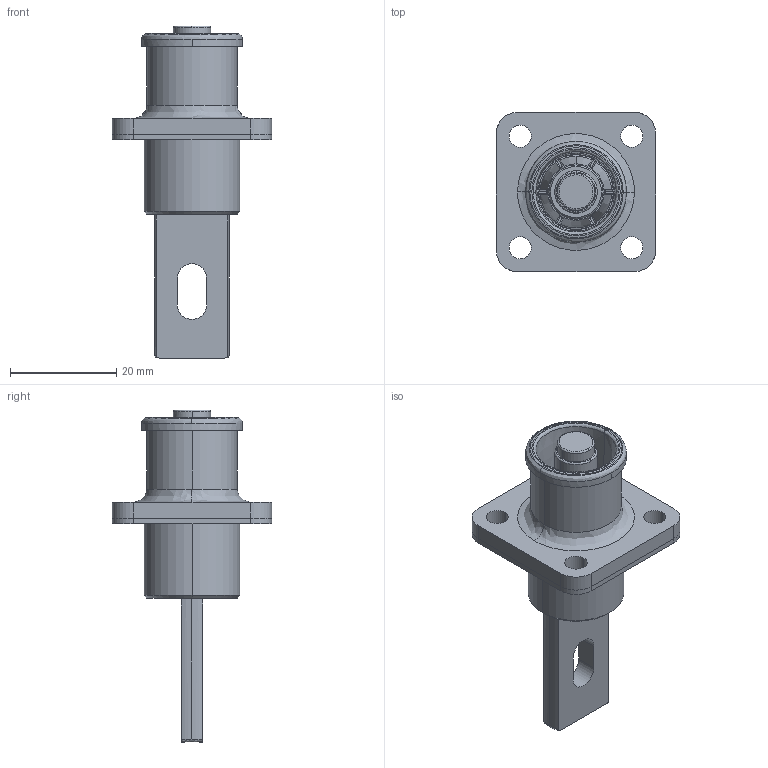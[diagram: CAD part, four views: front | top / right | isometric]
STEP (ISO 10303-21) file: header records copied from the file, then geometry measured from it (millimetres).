
FILE_DESCRIPTION (( 'STEP AP214' ), '1' );
FILE_NAME ('SLPRBBPSR.STEP', '2023-02-23T15:29:05', ( 'ADMIN' ), ( '' ), 'SwSTEP 2.0', 'SolidWorks 2016', '' );
FILE_SCHEMA (( 'AUTOMOTIVE_DESIGN' ));
Length unit declared in the file: millimetre
Products named in the file (1): SLPRBBPSR
Bounding box: 30 x 30 x 62.5 mm (x, y, z)
Surface area: 9568 mm2 (no closed solid volume)
Topology: 0 solids, 4 shells, 207 faces, 549 edges, 354 vertices
Faces by surface type: cylinder 74, plane 62, cone 43, bspline 28
Entity records: 9024 total; most frequent: CARTESIAN_POINT 2817, ORIENTED_EDGE 1074, DIRECTION 999, EDGE_CURVE 545, AXIS2_PLACEMENT_3D 402, VERTEX_POINT 354, EDGE_LOOP 245, CIRCLE 222
